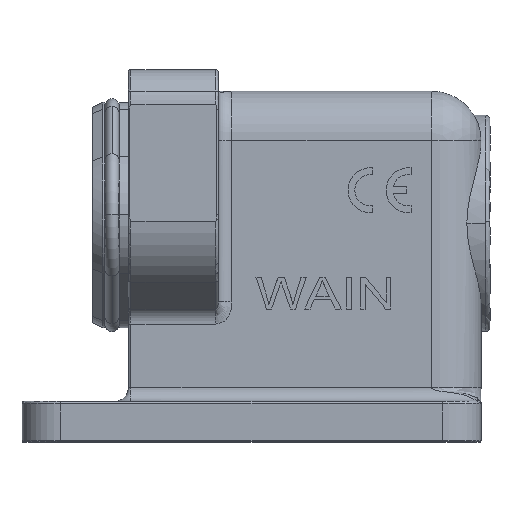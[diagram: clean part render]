
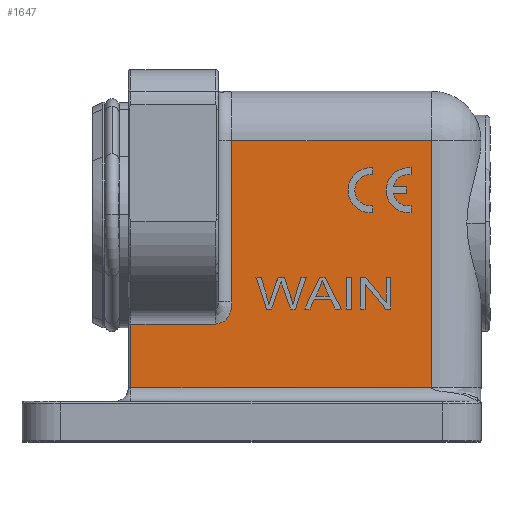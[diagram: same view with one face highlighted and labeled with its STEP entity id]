
A CAD part, top view. The second image highlights one B-rep face of the part: STEP entity #1647.
In plain terms, the highlighted planar face has unit normal (0, 0, 1).
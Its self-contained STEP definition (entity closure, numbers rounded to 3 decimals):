
#408=B_SPLINE_CURVE_WITH_KNOTS('',3,(#15634,#15635,#15636,#15637,#15638,
#15639,#15640,#15641,#15642,#15643,#15644,#15645,#15646,#15647,#15648,#15649,
#15650,#15651,#15652,#15653,#15654,#15655,#15656,#15657,#15658,#15659,#15660,
#15661,#15662,#15663,#15664,#15665,#15666,#15667,#15668,#15669),
 .UNSPECIFIED.,.F.,.F.,(4,1,1,1,1,2,2,1,1,2,2,1,1,2,2,2,1,2,2,1,2,2,4),
(0.,0.062,0.094,0.109,0.117,0.121,
0.125,0.188,0.219,0.234,
0.25,0.375,0.438,0.469,
0.5,0.625,0.688,0.719,
0.75,0.813,0.844,0.875,
1.),.UNSPECIFIED.);
#1151=FACE_OUTER_BOUND('',#2363,.T.);
#1647=ADVANCED_FACE('NONE',(#1151),#1884,.T.);
#1884=PLANE('',#9193);
#2363=EDGE_LOOP('',(#4654,#4655,#4656,#4657,#4658,#4659,#4660));
#4654=ORIENTED_EDGE('',*,*,#7009,.T.);
#4655=ORIENTED_EDGE('',*,*,#7153,.T.);
#4656=ORIENTED_EDGE('',*,*,#7003,.T.);
#4657=ORIENTED_EDGE('',*,*,#6996,.T.);
#4658=ORIENTED_EDGE('',*,*,#6997,.T.);
#4659=ORIENTED_EDGE('',*,*,#7000,.T.);
#4660=ORIENTED_EDGE('',*,*,#7002,.T.);
#5865=VERTEX_POINT('',#15256);
#5867=VERTEX_POINT('',#15264);
#5941=VERTEX_POINT('',#15626);
#5942=VERTEX_POINT('',#15633);
#5943=VERTEX_POINT('',#15787);
#5944=VERTEX_POINT('',#15791);
#5948=VERTEX_POINT('',#15812);
#6996=EDGE_CURVE('NONE',#5867,#5865,#7753,.T.);
#6997=EDGE_CURVE('NONE',#5865,#5941,#7754,.T.);
#7000=EDGE_CURVE('NONE',#5941,#5942,#408,.T.);
#7002=EDGE_CURVE('NONE',#5942,#5943,#7755,.T.);
#7003=EDGE_CURVE('NONE',#5944,#5867,#7756,.T.);
#7009=EDGE_CURVE('NONE',#5943,#5948,#7759,.T.);
#7153=EDGE_CURVE('NONE',#5948,#5944,#7846,.T.);
#7753=LINE('',#15623,#8295);
#7754=LINE('',#15625,#8296);
#7755=LINE('',#15788,#8297);
#7756=LINE('',#15790,#8298);
#7759=LINE('',#15813,#8301);
#7846=LINE('',#16320,#8388);
#8295=VECTOR('',#10813,1.);
#8296=VECTOR('',#10816,1.);
#8297=VECTOR('',#10823,1.);
#8298=VECTOR('',#10826,1.);
#8301=VECTOR('',#10835,1.);
#8388=VECTOR('',#11130,1.);
#9193=AXIS2_PLACEMENT_3D('',#16321,#11131,#11132);
#10813=DIRECTION('',(-1.,0.,0.));
#10816=DIRECTION('',(0.,-1.,0.));
#10823=DIRECTION('',(-1.,0.,0.));
#10826=DIRECTION('',(0.,1.,0.));
#10835=DIRECTION('',(0.,-1.,0.));
#11130=DIRECTION('',(1.,0.,0.));
#11131=DIRECTION('',(0.,0.,1.));
#11132=DIRECTION('',(1.,0.,0.));
#15256=CARTESIAN_POINT('',(-2.2,33.45,13.65));
#15264=CARTESIAN_POINT('',(20.,33.45,13.65));
#15623=CARTESIAN_POINT('',(-13.7,33.45,13.65));
#15625=CARTESIAN_POINT('',(-2.2,4.5,13.65));
#15626=CARTESIAN_POINT('',(-2.2,15.536,13.65));
#15633=CARTESIAN_POINT('',(-4.,13.081,13.65));
#15634=CARTESIAN_POINT('',(-2.2,15.536,13.65));
#15635=CARTESIAN_POINT('',(-2.2,15.422,13.65));
#15636=CARTESIAN_POINT('',(-2.202,15.27,13.65));
#15637=CARTESIAN_POINT('',(-2.208,15.127,13.65));
#15638=CARTESIAN_POINT('',(-2.211,15.065,13.65));
#15639=CARTESIAN_POINT('',(-2.214,15.036,13.65));
#15640=CARTESIAN_POINT('',(-2.215,15.024,13.65));
#15641=CARTESIAN_POINT('',(-2.215,15.016,13.65));
#15642=CARTESIAN_POINT('',(-2.215,15.013,13.65));
#15643=CARTESIAN_POINT('',(-2.223,14.924,13.65));
#15644=CARTESIAN_POINT('',(-2.239,14.801,13.65));
#15645=CARTESIAN_POINT('',(-2.267,14.662,13.65));
#15646=CARTESIAN_POINT('',(-2.28,14.603,13.65));
#15647=CARTESIAN_POINT('',(-2.29,14.563,13.65));
#15648=CARTESIAN_POINT('',(-2.295,14.543,13.65));
#15649=CARTESIAN_POINT('',(-2.34,14.379,13.65));
#15650=CARTESIAN_POINT('',(-2.417,14.173,13.65));
#15651=CARTESIAN_POINT('',(-2.54,13.956,13.65));
#15652=CARTESIAN_POINT('',(-2.599,13.867,13.65));
#15653=CARTESIAN_POINT('',(-2.641,13.809,13.65));
#15654=CARTESIAN_POINT('',(-2.663,13.78,13.65));
#15655=CARTESIAN_POINT('',(-2.769,13.645,13.65));
#15656=CARTESIAN_POINT('',(-2.862,13.55,13.65));
#15657=CARTESIAN_POINT('',(-3.004,13.431,13.65));
#15658=CARTESIAN_POINT('',(-3.08,13.375,13.65));
#15659=CARTESIAN_POINT('',(-3.161,13.325,13.65));
#15660=CARTESIAN_POINT('',(-3.217,13.292,13.65));
#15661=CARTESIAN_POINT('',(-3.245,13.277,13.65));
#15662=CARTESIAN_POINT('',(-3.337,13.231,13.65));
#15663=CARTESIAN_POINT('',(-3.428,13.19,13.65));
#15664=CARTESIAN_POINT('',(-3.52,13.159,13.65));
#15665=CARTESIAN_POINT('',(-3.58,13.14,13.65));
#15666=CARTESIAN_POINT('',(-3.613,13.131,13.65));
#15667=CARTESIAN_POINT('',(-3.755,13.096,13.65));
#15668=CARTESIAN_POINT('',(-3.875,13.081,13.65));
#15669=CARTESIAN_POINT('',(-4.,13.081,13.65));
#15787=CARTESIAN_POINT('',(-13.4,13.081,13.65));
#15788=CARTESIAN_POINT('',(-13.7,13.081,13.65));
#15790=CARTESIAN_POINT('',(20.,4.5,13.65));
#15791=CARTESIAN_POINT('',(20.,6.,13.65));
#15812=CARTESIAN_POINT('',(-13.4,6.,13.65));
#15813=CARTESIAN_POINT('',(-13.4,4.5,13.65));
#16320=CARTESIAN_POINT('',(-13.7,6.,13.65));
#16321=CARTESIAN_POINT('',(-13.7,4.5,13.65));
